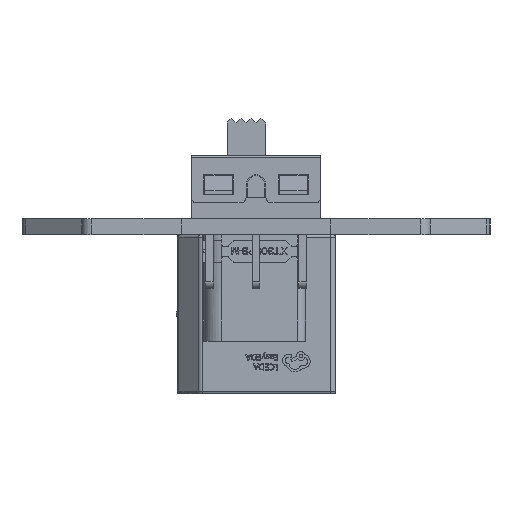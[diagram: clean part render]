
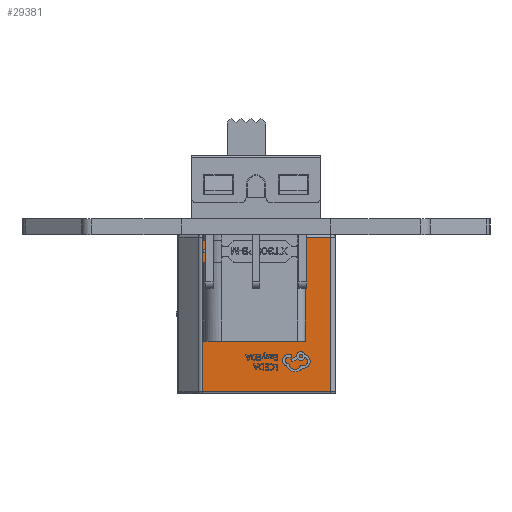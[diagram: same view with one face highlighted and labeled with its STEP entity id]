
A CAD part, left-side view. The second image highlights one B-rep face of the part: STEP entity #29381.
In plain terms, the highlighted face is planar.
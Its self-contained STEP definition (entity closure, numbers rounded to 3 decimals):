
#29381 = ADVANCED_FACE('',(#29382),#29416,.F.);
#29382 = FACE_BOUND('',#29383,.T.);
#29383 = EDGE_LOOP('',(#29384,#29394,#29402,#29410));
#29384 = ORIENTED_EDGE('',*,*,#29385,.T.);
#29385 = EDGE_CURVE('',#29386,#29388,#29390,.T.);
#29386 = VERTEX_POINT('',#29387);
#29387 = CARTESIAN_POINT('',(-5.393,4.05,
    0.25));
#29388 = VERTEX_POINT('',#29389);
#29389 = CARTESIAN_POINT('',(-5.393,4.05,
    15.75));
#29390 = LINE('',#29391,#29392);
#29391 = CARTESIAN_POINT('',(-5.393,4.05,
    16.));
#29392 = VECTOR('',#29393,1.);
#29393 = DIRECTION('',(0.,0.,1.));
#29394 = ORIENTED_EDGE('',*,*,#29395,.T.);
#29395 = EDGE_CURVE('',#29388,#29396,#29398,.T.);
#29396 = VERTEX_POINT('',#29397);
#29397 = CARTESIAN_POINT('',(7.5,4.05,
    15.75));
#29398 = LINE('',#29399,#29400);
#29399 = CARTESIAN_POINT('',(7.5,4.05,
    15.75));
#29400 = VECTOR('',#29401,1.);
#29401 = DIRECTION('',(1.,0.,0.));
#29402 = ORIENTED_EDGE('',*,*,#29403,.T.);
#29403 = EDGE_CURVE('',#29396,#29404,#29406,.T.);
#29404 = VERTEX_POINT('',#29405);
#29405 = CARTESIAN_POINT('',(7.5,4.05,
    0.25));
#29406 = LINE('',#29407,#29408);
#29407 = CARTESIAN_POINT('',(7.5,4.05,
    16.));
#29408 = VECTOR('',#29409,1.);
#29409 = DIRECTION('',(0.,0.,-1.));
#29410 = ORIENTED_EDGE('',*,*,#29411,.T.);
#29411 = EDGE_CURVE('',#29404,#29386,#29412,.T.);
#29412 = LINE('',#29413,#29414);
#29413 = CARTESIAN_POINT('',(-5.6,4.05,
    0.25));
#29414 = VECTOR('',#29415,1.);
#29415 = DIRECTION('',(-1.,0.,0.));
#29416 = PLANE('',#29417);
#29417 = AXIS2_PLACEMENT_3D('',#29418,#29419,#29420);
#29418 = CARTESIAN_POINT('',(-5.6,4.05,
    16.));
#29419 = DIRECTION('',(0.,-1.,0.));
#29420 = DIRECTION('',(1.,0.,0.));
